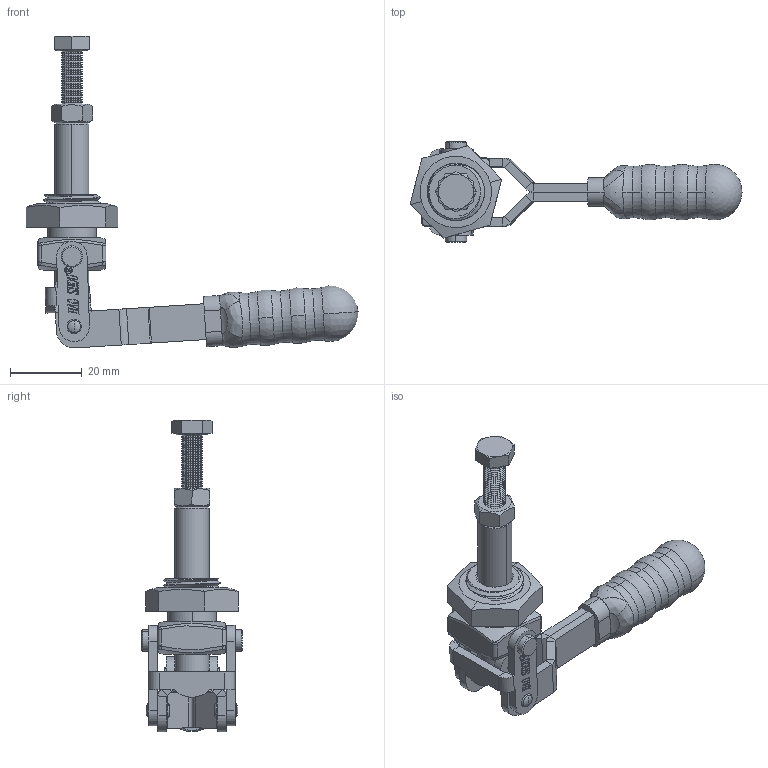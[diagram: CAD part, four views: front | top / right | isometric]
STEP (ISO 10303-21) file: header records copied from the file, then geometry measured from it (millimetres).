
FILE_DESCRIPTION (( 'STEP AP203' ), '1' );
FILE_NAME ('HS-36202M-8.STEP', '2019-11-21T03:18:46', ( '微软用户' ), ( '微软中国' ), 'SwSTEP 2.0', 'SolidWorks 2012', '' );
FILE_SCHEMA (( 'CONFIG_CONTROL_DESIGN' ));
Length unit declared in the file: millimetre
Products named in the file (13): HS-36202M-8; hex nuts, style 1-grades ab gb_GB_FASTENER_NUT_SNAB1 M6-N; hexagon head bolts-full thread gb_GB_FASTENER_BOLT_STBAB A M6X40-S; 5#忒參杶; 楓隊; 挴裝; 种2; 种1; 忒梟酘酗; 忒梟衵酗; 蹟譫; 蟀裝; HS-36202M-01_____
Assembly tree (14 placements, depth 2):
  HS-36202M-8
    HS-36202M-01_____
    蟀裝
    蹟譫
    忒梟衵酗
    忒梟酘酗
    种1  x2
    种2
    挴裝
    楓隊  x2
    5#忒參杶
    hexagon head bolts-full thread gb_GB_FASTENER_BOLT_STBAB A M6X40-S
    hex nuts, style 1-grades ab gb_GB_FASTENER_NUT_SNAB1 M6-N
Bounding box: 92.59 x 28 x 86.98 mm (x, y, z)
Volume: 21265.5 mm3; surface area: 18511.3 mm2
Topology: 14 solids, 14 shells, 1126 faces, 2686 edges, 1611 vertices
Faces by surface type: plane 366, cone 288, cylinder 246, bspline 184, torus 34, sphere 8
Entity records: 46089 total; most frequent: CARTESIAN_POINT 20521, ORIENTED_EDGE 5202, DIRECTION 4621, EDGE_CURVE 2601, AXIS2_PLACEMENT_3D 1580, VERTEX_POINT 1563, LINE 1461, VECTOR 1461
